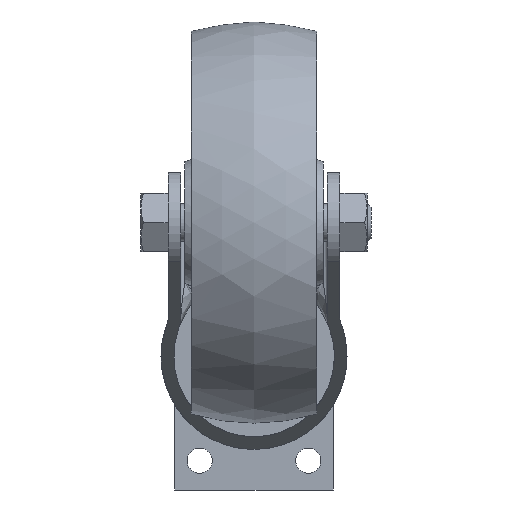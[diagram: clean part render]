
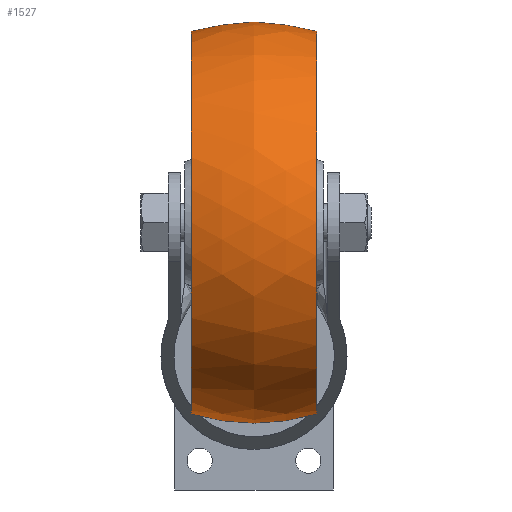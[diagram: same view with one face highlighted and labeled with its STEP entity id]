
A CAD part, front view. The second image highlights one B-rep face of the part: STEP entity #1527.
In plain terms, the highlighted free-form (B-spline) face has degree [2, 2] with [3, 9] control points.
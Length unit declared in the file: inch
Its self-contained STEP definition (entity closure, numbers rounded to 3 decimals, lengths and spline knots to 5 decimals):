
#139=(
BOUNDED_SURFACE()
B_SPLINE_SURFACE(2,2,((#2303,#2304,#2305,#2306,#2307,#2308,#2309,#2310,
#2311),(#2312,#2313,#2314,#2315,#2316,#2317,#2318,#2319,#2320),(#2321,#2322,
#2323,#2324,#2325,#2326,#2327,#2328,#2329)),.UNSPECIFIED.,.F.,.T.,.F.)
B_SPLINE_SURFACE_WITH_KNOTS((3,3),(3,2,2,2,3),(-0.29648,0.29648),
(-3.14159,-1.5708,0.,1.5708,3.14159),
 .UNSPECIFIED.)
GEOMETRIC_REPRESENTATION_ITEM()
RATIONAL_B_SPLINE_SURFACE(((1.,0.707,1.,0.707,1.,
0.707,1.,0.707,1.),(0.956,0.676,
0.956,0.676,0.956,0.676,
0.956,0.676,0.956),(1.,0.707,
1.,0.707,1.,0.707,1.,0.707,1.)))
REPRESENTATION_ITEM('')
SURFACE()
);
#163=FACE_OUTER_BOUND('',#263,.T.);
#263=EDGE_LOOP('',(#1061,#1062,#1063,#1064));
#616=CIRCLE('',#1650,1.43);
#617=CIRCLE('',#1651,1.60448);
#618=CIRCLE('',#1652,1.43);
#684=VERTEX_POINT('',#2330);
#685=VERTEX_POINT('',#2332);
#828=EDGE_CURVE('',#684,#684,#616,.T.);
#829=EDGE_CURVE('',#684,#685,#617,.T.);
#830=EDGE_CURVE('',#685,#685,#618,.T.);
#1061=ORIENTED_EDGE('',*,*,#828,.F.);
#1062=ORIENTED_EDGE('',*,*,#829,.T.);
#1063=ORIENTED_EDGE('',*,*,#830,.T.);
#1064=ORIENTED_EDGE('',*,*,#829,.F.);
#1527=ADVANCED_FACE('',(#163),#139,.F.);
#1650=AXIS2_PLACEMENT_3D('',#2331,#1842,#1843);
#1651=AXIS2_PLACEMENT_3D('',#2333,#1844,#1845);
#1652=AXIS2_PLACEMENT_3D('',#2334,#1846,#1847);
#1842=DIRECTION('center_axis',(-1.,0.,0.));
#1843=DIRECTION('ref_axis',(0.,0.,1.));
#1844=DIRECTION('center_axis',(0.,-1.,0.));
#1845=DIRECTION('ref_axis',(0.,0.,-1.));
#1846=DIRECTION('center_axis',(-1.,0.,0.));
#1847=DIRECTION('ref_axis',(0.,0.,1.));
#2303=CARTESIAN_POINT('Ctrl Pts',(0.46875,0.,-1.43));
#2304=CARTESIAN_POINT('Ctrl Pts',(0.46875,-1.43,-1.43));
#2305=CARTESIAN_POINT('Ctrl Pts',(0.46875,-1.43,0.));
#2306=CARTESIAN_POINT('Ctrl Pts',(0.46875,-1.43,1.43));
#2307=CARTESIAN_POINT('Ctrl Pts',(0.46875,0.,1.43));
#2308=CARTESIAN_POINT('Ctrl Pts',(0.46875,1.43,1.43));
#2309=CARTESIAN_POINT('Ctrl Pts',(0.46875,1.43,0.));
#2310=CARTESIAN_POINT('Ctrl Pts',(0.46875,1.43,-1.43));
#2311=CARTESIAN_POINT('Ctrl Pts',(0.46875,0.,-1.43));
#2312=CARTESIAN_POINT('Ctrl Pts',(0.,0.,-1.57319));
#2313=CARTESIAN_POINT('Ctrl Pts',(0.,-1.57319,-1.57319));
#2314=CARTESIAN_POINT('Ctrl Pts',(0.,-1.57319,0.));
#2315=CARTESIAN_POINT('Ctrl Pts',(0.,-1.57319,1.57319));
#2316=CARTESIAN_POINT('Ctrl Pts',(0.,0.,1.57319));
#2317=CARTESIAN_POINT('Ctrl Pts',(0.,1.57319,1.57319));
#2318=CARTESIAN_POINT('Ctrl Pts',(0.,1.57319,0.));
#2319=CARTESIAN_POINT('Ctrl Pts',(0.,1.57319,-1.57319));
#2320=CARTESIAN_POINT('Ctrl Pts',(0.,0.,-1.57319));
#2321=CARTESIAN_POINT('Ctrl Pts',(-0.46875,0.,-1.43));
#2322=CARTESIAN_POINT('Ctrl Pts',(-0.46875,-1.43,-1.43));
#2323=CARTESIAN_POINT('Ctrl Pts',(-0.46875,-1.43,0.));
#2324=CARTESIAN_POINT('Ctrl Pts',(-0.46875,-1.43,1.43));
#2325=CARTESIAN_POINT('Ctrl Pts',(-0.46875,0.,1.43));
#2326=CARTESIAN_POINT('Ctrl Pts',(-0.46875,1.43,1.43));
#2327=CARTESIAN_POINT('Ctrl Pts',(-0.46875,1.43,0.));
#2328=CARTESIAN_POINT('Ctrl Pts',(-0.46875,1.43,-1.43));
#2329=CARTESIAN_POINT('Ctrl Pts',(-0.46875,0.,-1.43));
#2330=CARTESIAN_POINT('',(-0.46875,0.,-1.43));
#2331=CARTESIAN_POINT('Origin',(-0.46875,0.,0.));
#2332=CARTESIAN_POINT('',(0.46875,0.,-1.43));
#2333=CARTESIAN_POINT('Origin',(0.,0.,0.10448));
#2334=CARTESIAN_POINT('Origin',(0.46875,0.,0.));
